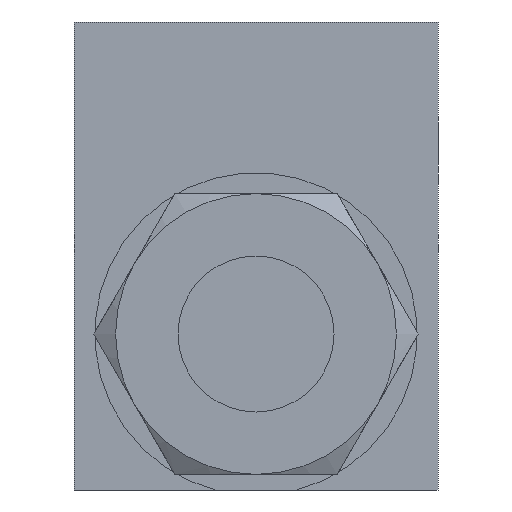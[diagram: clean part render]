
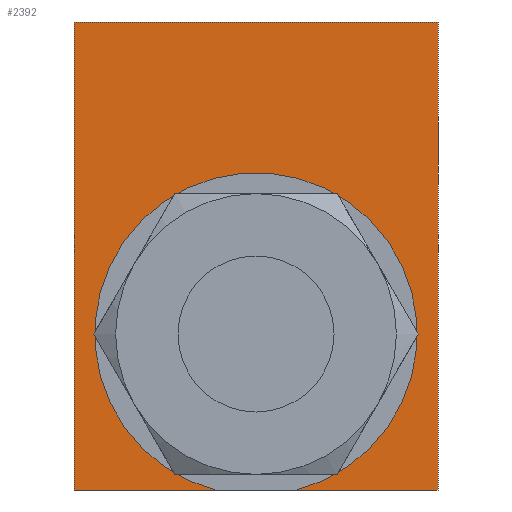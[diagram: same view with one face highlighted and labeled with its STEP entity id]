
A CAD part, front view. The second image highlights one B-rep face of the part: STEP entity #2392.
In plain terms, the highlighted planar face has unit normal (0, -1, 0).
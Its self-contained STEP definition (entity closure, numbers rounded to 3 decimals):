
#99=LINE('',#3684,#167);
#103=LINE('',#3691,#171);
#107=LINE('',#3699,#175);
#112=LINE('',#3711,#180);
#115=LINE('',#3720,#183);
#167=VECTOR('',#2938,1000.);
#171=VECTOR('',#2944,1000.);
#175=VECTOR('',#2948,1000.);
#180=VECTOR('',#2957,1000.);
#183=VECTOR('',#2966,1000.);
#616=ORIENTED_EDGE('',*,*,#927,.F.);
#617=ORIENTED_EDGE('',*,*,#939,.T.);
#618=ORIENTED_EDGE('',*,*,#923,.F.);
#619=ORIENTED_EDGE('',*,*,#919,.F.);
#620=ORIENTED_EDGE('',*,*,#938,.F.);
#621=ORIENTED_EDGE('',*,*,#933,.F.);
#919=EDGE_CURVE('',#1094,#1095,#99,.T.);
#923=EDGE_CURVE('',#1095,#1097,#103,.T.);
#927=EDGE_CURVE('',#1100,#1101,#107,.T.);
#933=EDGE_CURVE('',#1101,#1106,#112,.T.);
#938=EDGE_CURVE('',#1106,#1094,#115,.T.);
#939=EDGE_CURVE('',#1100,#1097,#1199,.T.);
#1094=VERTEX_POINT('',#3683);
#1095=VERTEX_POINT('',#3685);
#1097=VERTEX_POINT('',#3692);
#1100=VERTEX_POINT('',#3698);
#1101=VERTEX_POINT('',#3700);
#1106=VERTEX_POINT('',#3712);
#1199=CIRCLE('',#2573,15.5);
#1314=EDGE_LOOP('',(#616,#617,#618,#619,#620,#621));
#1454=FACE_BOUND('',#1314,.T.);
#1531=PLANE('',#2572);
#2392=ADVANCED_FACE('',(#1454),#1531,.F.);
#2572=AXIS2_PLACEMENT_3D('',#3721,#2967,#2968);
#2573=AXIS2_PLACEMENT_3D('',#3722,#2969,#2970);
#2938=DIRECTION('',(0.,0.,-1.));
#2944=DIRECTION('',(-1.,0.,0.));
#2948=DIRECTION('',(-1.,0.,0.));
#2957=DIRECTION('',(0.,0.,1.));
#2966=DIRECTION('',(1.,0.,0.));
#2967=DIRECTION('',(0.,1.,0.));
#2968=DIRECTION('',(0.,0.,1.));
#2969=DIRECTION('',(0.,1.,0.));
#2970=DIRECTION('',(0.,0.,-1.));
#3683=CARTESIAN_POINT('',(17.5,-45.,30.));
#3684=CARTESIAN_POINT('',(17.5,-45.,30.));
#3685=CARTESIAN_POINT('',(17.5,-45.,-15.));
#3691=CARTESIAN_POINT('',(17.5,-45.,-15.));
#3692=CARTESIAN_POINT('',(3.905,-45.,-15.));
#3698=CARTESIAN_POINT('',(-3.905,-45.,-15.));
#3699=CARTESIAN_POINT('',(17.5,-45.,-15.));
#3700=CARTESIAN_POINT('',(-17.5,-45.,-15.));
#3711=CARTESIAN_POINT('',(-17.5,-45.,-15.));
#3712=CARTESIAN_POINT('',(-17.5,-45.,30.));
#3720=CARTESIAN_POINT('',(-17.5,-45.,30.));
#3721=CARTESIAN_POINT('',(0.,-45.,0.));
#3722=CARTESIAN_POINT('',(0.,-45.,0.));
